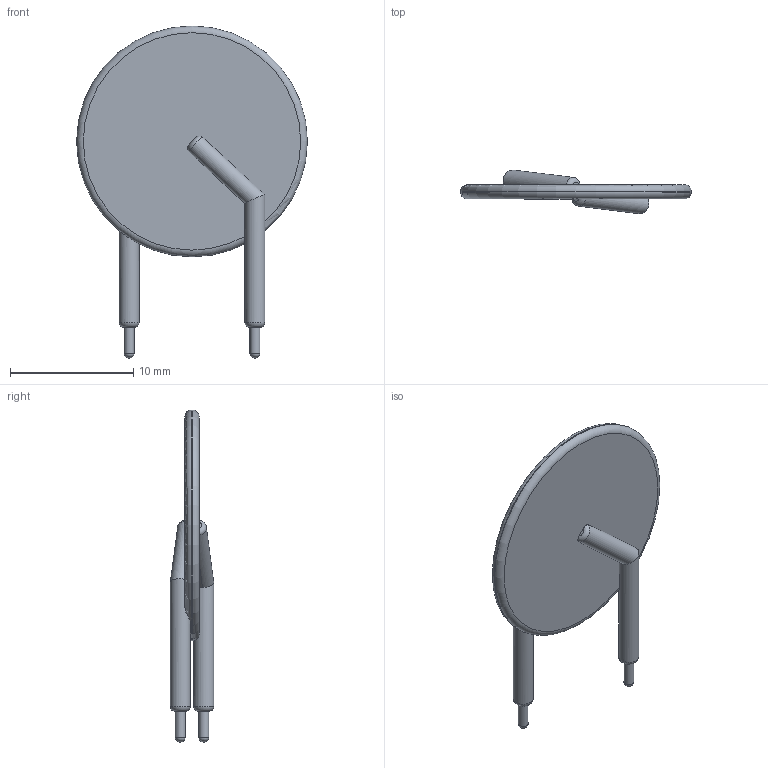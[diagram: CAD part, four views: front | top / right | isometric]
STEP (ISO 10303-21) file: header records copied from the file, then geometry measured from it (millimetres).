
FILE_DESCRIPTION(/* description */ ('model of Fuse_BelFuse_0ZRE_0ZRE0100FF_L18.7mm_W5.1mm'),/* implementation_level */ '2;1');
FILE_NAME(/* name */ 'Fuse_BelFuse_0ZRE_0ZRE0100FF_L18.7mm_W5.1mm.step',/* time_stamp */ '2019-06-27T21:53:03',/* author */ ('kicad StepUp','ksu'),/* organization */ ('FreeCAD'),/* preprocessor_version */ 'OCC',/* originating_system */ 'kicad StepUp',/* authorisation */ '');
FILE_SCHEMA(('AUTOMOTIVE_DESIGN { 1 0 10303 214 1 1 1 1 }'));
Length unit declared in the file: millimetre
Products named in the file (1): A_0ZRE0100FF
Bounding box: 18.7 x 3.52 x 26.9 mm (x, y, z)
Volume: 363.9 mm3; surface area: 705 mm2
Topology: 1 solids, 1 shells, 24 faces, 58 edges, 38 vertices
Faces by surface type: cylinder 8, plane 8, torus 6, revolution 2
Full cylindrical faces by diameter (mm): 0.81 x2, 1.62 x2, 18.7 x1
Entity records: 1164 total; most frequent: CARTESIAN_POINT 396, DIRECTION 137, ORIENTED_EDGE 116, AXIS2_PLACEMENT_3D 63, EDGE_CURVE 58, VERTEX_POINT 38, FACE_BOUND 26, EDGE_LOOP 26
